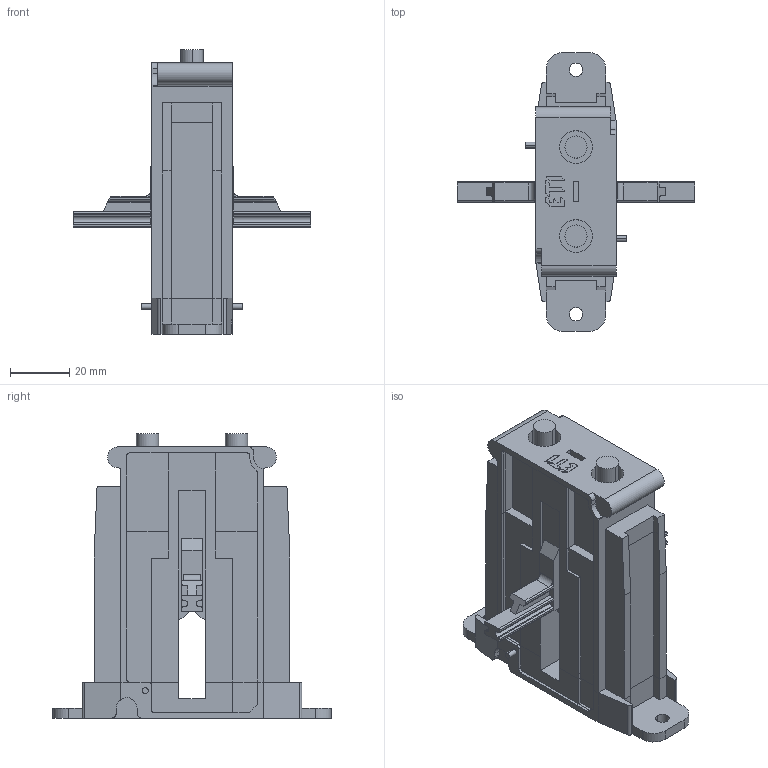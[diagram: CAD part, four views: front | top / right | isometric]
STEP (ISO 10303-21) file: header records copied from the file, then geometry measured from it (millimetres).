
FILE_DESCRIPTION((''),'2;1');
FILE_NAME('22CES_MIL_400_ASM','2021-06-09T',('marketing.praksa'),('Audax d.o.o.'),'CREO PARAMETRIC BY PTC INC, 2017480','CREO PARAMETRIC BY PTC INC, 2017480','');
FILE_SCHEMA(('AUTOMOTIVE_DESIGN { 1 0 10303 214 1 1 1 1 }'));
Length unit declared in the file: millimetre
Products named in the file (5): PRT9530; PRT9531; ELLO; PRT0016; 22CES_MIL_400_ASM
Assembly tree (4 placements, depth 2):
  22CES_MIL_400_ASM
    PRT9530
    PRT9531
    ELLO
    PRT0016
Bounding box: 80 x 94 x 96 mm (x, y, z)
Volume: 123803.7 mm3; surface area: 35874.3 mm2
Topology: 7 solids, 7 shells, 504 faces, 1296 edges, 811 vertices
Faces by surface type: plane 349, cylinder 155
Entity records: 22988 total; most frequent: CARTESIAN_POINT 2720, ORIENTED_EDGE 2592, DIRECTION 2586, PRESENTATION_STYLE_ASSIGNMENT 1807, STYLED_ITEM 1807, CURVE_STYLE 1296, EDGE_CURVE 1296, VECTOR 994
